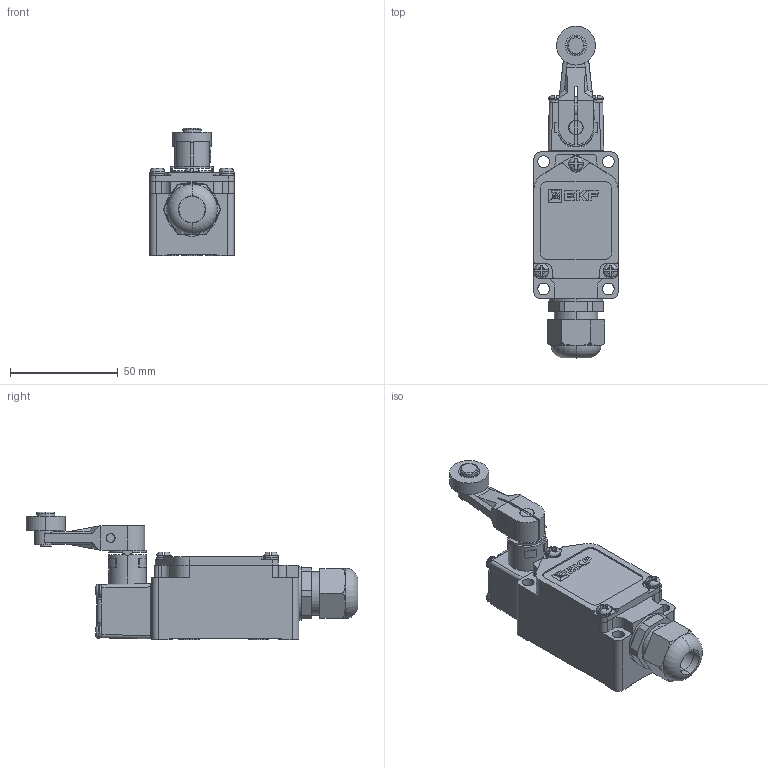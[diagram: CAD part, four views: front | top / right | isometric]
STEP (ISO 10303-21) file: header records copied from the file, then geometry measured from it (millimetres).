
FILE_DESCRIPTION (( 'STEP AP214' ), '1' );
FILE_NAME ('LSE-WLCA2-2.ÃÌ Êîíöåâîé âûêëþ÷àòåëü WLCA2-2 EKF PROxima.STEP', '2024-10-11T13:59:43', ( '' ), ( '' ), 'SwSTEP 2.0', 'SolidWorks 2021', '' );
FILE_SCHEMA (( 'AUTOMOTIVE_DESIGN' ));
Length unit declared in the file: millimetre
Products named in the file (1): LSE-WLCA2-2.ÃÌ Êîíöåâîé âûêëþ÷àòåëü WLCA2-2 EKF PROxima
Bounding box: 39 x 153.78 x 59.15 mm (x, y, z)
Volume: 122322.9 mm3; surface area: 36642.1 mm2
Topology: 17 solids, 17 shells, 632 faces, 1622 edges, 1060 vertices
Faces by surface type: plane 388, cylinder 172, torus 46, bspline 24, cone 2
Entity records: 21281 total; most frequent: CARTESIAN_POINT 4813, ORIENTED_EDGE 3244, DIRECTION 3104, EDGE_CURVE 1622, AXIS2_PLACEMENT_3D 1075, VERTEX_POINT 1060, LINE 954, VECTOR 954
